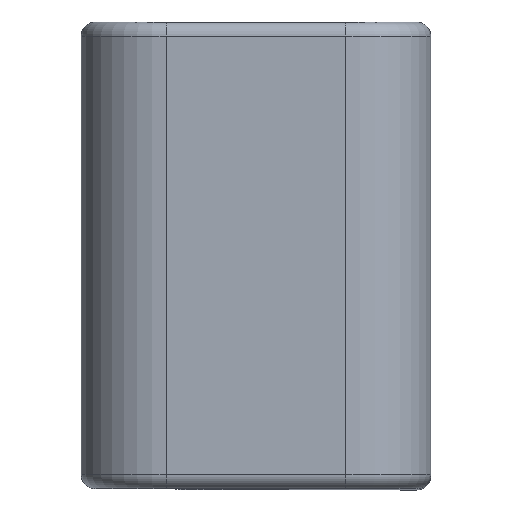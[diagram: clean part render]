
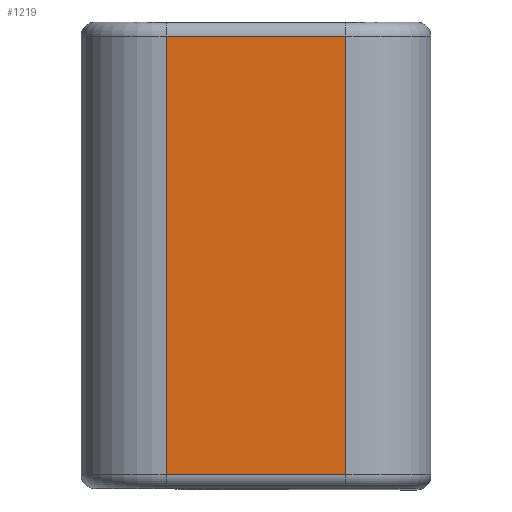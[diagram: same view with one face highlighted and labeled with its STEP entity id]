
A CAD part, top view. The second image highlights one B-rep face of the part: STEP entity #1219.
In plain terms, the highlighted planar face has unit normal (0, 0, 1).
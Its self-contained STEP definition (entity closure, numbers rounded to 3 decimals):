
#51=PLANE('',#1401);
#128=FACE_OUTER_BOUND('',#208,.T.);
#208=EDGE_LOOP('',(#1075,#1076,#1077,#1078));
#266=LINE('',#2052,#343);
#293=LINE('',#2241,#370);
#296=LINE('',#2287,#373);
#297=LINE('',#2289,#374);
#343=VECTOR('',#1571,10.);
#370=VECTOR('',#1752,10.);
#373=VECTOR('',#1803,10.);
#374=VECTOR('',#1806,10.);
#540=VERTEX_POINT('',#2046);
#541=VERTEX_POINT('',#2050);
#571=VERTEX_POINT('',#2235);
#572=VERTEX_POINT('',#2239);
#659=EDGE_CURVE('',#541,#540,#266,.T.);
#731=EDGE_CURVE('',#571,#572,#293,.T.);
#746=EDGE_CURVE('',#541,#572,#296,.T.);
#747=EDGE_CURVE('',#540,#571,#297,.T.);
#1075=ORIENTED_EDGE('',*,*,#659,.T.);
#1076=ORIENTED_EDGE('',*,*,#747,.T.);
#1077=ORIENTED_EDGE('',*,*,#731,.T.);
#1078=ORIENTED_EDGE('',*,*,#746,.F.);
#1219=ADVANCED_FACE('',(#128),#51,.F.);
#1401=AXIS2_PLACEMENT_3D('',#2288,#1804,#1805);
#1571=DIRECTION('',(1.,0.,0.));
#1752=DIRECTION('',(-1.,0.,0.));
#1803=DIRECTION('',(0.,1.,0.));
#1804=DIRECTION('center_axis',(0.,0.,-1.));
#1805=DIRECTION('ref_axis',(-1.,0.,0.));
#1806=DIRECTION('',(0.,1.,0.));
#2046=CARTESIAN_POINT('',(37.,0.5,0.));
#2050=CARTESIAN_POINT('',(30.7,0.5,0.));
#2052=CARTESIAN_POINT('',(35.425,0.5,0.));
#2235=CARTESIAN_POINT('',(37.,15.9,0.));
#2239=CARTESIAN_POINT('',(30.7,15.9,0.));
#2241=CARTESIAN_POINT('',(35.425,15.9,0.));
#2287=CARTESIAN_POINT('',(30.7,0.,0.));
#2288=CARTESIAN_POINT('Origin',(37.,0.,0.));
#2289=CARTESIAN_POINT('',(37.,0.,0.));
